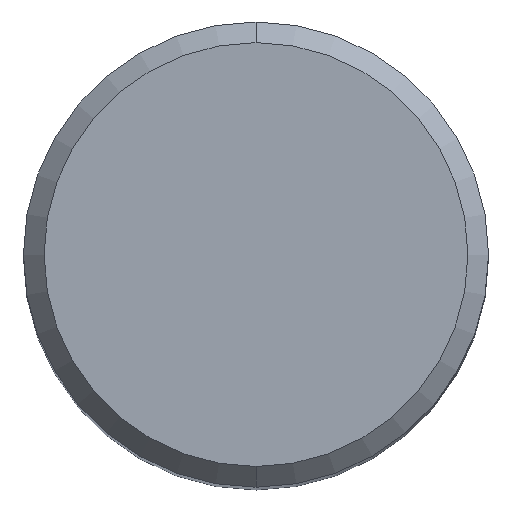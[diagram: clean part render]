
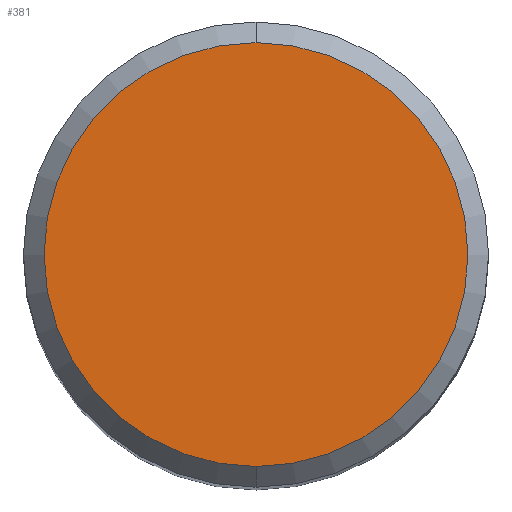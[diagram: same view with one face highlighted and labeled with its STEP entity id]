
A CAD part, top view. The second image highlights one B-rep face of the part: STEP entity #381.
In plain terms, the highlighted planar face has unit normal (0, 0, 1).
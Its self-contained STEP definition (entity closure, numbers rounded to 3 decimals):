
#235=EDGE_CURVE('',#429,#299,#546,.T.);
#299=VERTEX_POINT('',#616);
#381=ADVANCED_FACE('',(#709),#710,.T.);
#429=VERTEX_POINT('',#764);
#453=EDGE_CURVE('',#299,#429,#789,.T.);
#546=CIRCLE('',#933,8.2);
#616=CARTESIAN_POINT('',(0.,-8.2,0.0));
#709=FACE_OUTER_BOUND('',#1268,.T.);
#710=PLANE('',#1269);
#764=CARTESIAN_POINT('',(0.0,8.2,0.0));
#789=CIRCLE('',#1465,8.2);
#933=AXIS2_PLACEMENT_3D('',#1568,#1569,#1570);
#1268=EDGE_LOOP('',(#1758,#1759));
#1269=AXIS2_PLACEMENT_3D('',#1760,#1761,#1762);
#1465=AXIS2_PLACEMENT_3D('',#1856,#1857,#1858);
#1568=CARTESIAN_POINT('',(0.0,0.0,0.0));
#1569=DIRECTION('',(0.0,0.0,-1.0));
#1570=DIRECTION('',(0.0,1.0,0.0));
#1758=ORIENTED_EDGE('',*,*,#235,.F.);
#1759=ORIENTED_EDGE('',*,*,#453,.F.);
#1760=CARTESIAN_POINT('',(0.0,4.1,0.0));
#1761=DIRECTION('',(-0.0,0.0,1.0));
#1762=DIRECTION('',(0.0,-1.0,0.0));
#1856=CARTESIAN_POINT('',(0.0,0.0,0.0));
#1857=DIRECTION('',(0.0,0.0,-1.0));
#1858=DIRECTION('',(0.0,1.0,0.0));
